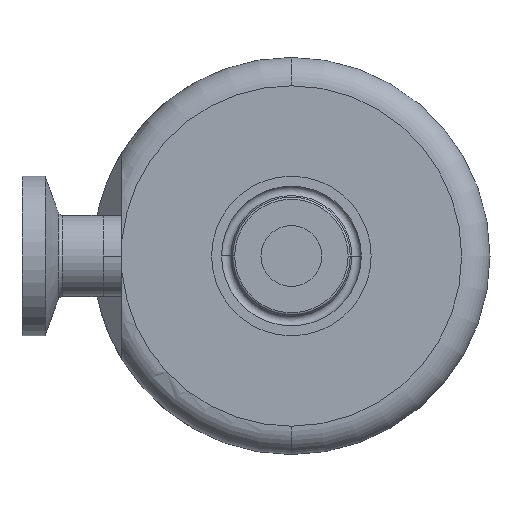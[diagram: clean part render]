
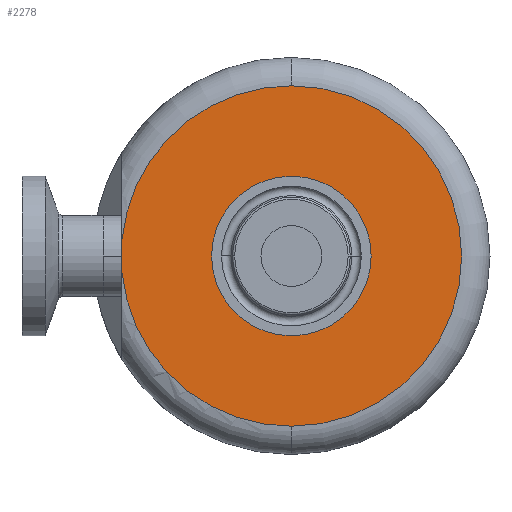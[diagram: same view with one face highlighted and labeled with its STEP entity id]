
A CAD part, front view. The second image highlights one B-rep face of the part: STEP entity #2278.
In plain terms, the highlighted planar face has unit normal (0, -1, 0).
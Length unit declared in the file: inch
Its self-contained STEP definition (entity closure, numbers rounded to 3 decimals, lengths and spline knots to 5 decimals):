
#40 = VERTEX_POINT ( 'NONE', #1004 ) ;
#85 = CARTESIAN_POINT ( 'NONE',  ( 0., 0.447, 0. ) ) ;
#189 = CARTESIAN_POINT ( 'NONE',  ( -0.25, 0.447, 0. ) ) ;
#209 = DIRECTION ( 'NONE',  ( 0., 1., 0. ) ) ;
#371 = AXIS2_PLACEMENT_3D ( 'NONE', #642, #690, #3210 ) ;
#421 = CIRCLE ( 'NONE', #2484, 0.25 ) ;
#474 = CARTESIAN_POINT ( 'NONE',  ( 0., 0.447, 0. ) ) ;
#575 = EDGE_CURVE ( 'NONE', #2444, #40, #1429, .T. ) ;
#619 = EDGE_CURVE ( 'NONE', #2444, #1948, #1130, .T. ) ;
#642 = CARTESIAN_POINT ( 'NONE',  ( 0., 0.447, 0. ) ) ;
#652 = CARTESIAN_POINT ( 'NONE',  ( 0., 0.447, 0. ) ) ;
#690 = DIRECTION ( 'NONE',  ( 0., -1., 0. ) ) ;
#788 = ORIENTED_EDGE ( 'NONE', *, *, #816, .F. ) ;
#792 = ORIENTED_EDGE ( 'NONE', *, *, #3242, .F. ) ;
#816 = EDGE_CURVE ( 'NONE', #1948, #2691, #2516, .T. ) ;
#837 = ORIENTED_EDGE ( 'NONE', *, *, #2268, .F. ) ;
#839 = CARTESIAN_POINT ( 'NONE',  ( 0., 0.447, 0. ) ) ;
#851 = DIRECTION ( 'NONE',  ( 0., -1., 0. ) ) ;
#864 = DIRECTION ( 'NONE',  ( 0., -1., 0. ) ) ;
#865 = DIRECTION ( 'NONE',  ( 0., 0., -1. ) ) ;
#890 = CARTESIAN_POINT ( 'NONE',  ( 0.25, 0.447, 0. ) ) ;
#1004 = CARTESIAN_POINT ( 'NONE',  ( -1.045, 0.447, -0.10235 ) ) ;
#1070 = EDGE_LOOP ( 'NONE', ( #1112, #837 ) ) ;
#1112 = ORIENTED_EDGE ( 'NONE', *, *, #1224, .F. ) ;
#1130 = CIRCLE ( 'NONE', #1570, 1.05 ) ;
#1181 = DIRECTION ( 'NONE',  ( 0., 1., 0. ) ) ;
#1201 = VERTEX_POINT ( 'NONE', #890 ) ;
#1224 = EDGE_CURVE ( 'NONE', #1201, #3021, #1898, .T. ) ;
#1368 = CARTESIAN_POINT ( 'NONE',  ( 0., 0.447, 1.05 ) ) ;
#1404 = EDGE_LOOP ( 'NONE', ( #2758, #2492, #792, #788 ) ) ;
#1413 = CIRCLE ( 'NONE', #1648, 1.05 ) ;
#1420 = DIRECTION ( 'NONE',  ( 0., 0., -1. ) ) ;
#1429 = LINE ( 'NONE', #3011, #2609 ) ;
#1570 = AXIS2_PLACEMENT_3D ( 'NONE', #474, #209, #2489 ) ;
#1616 = CARTESIAN_POINT ( 'NONE',  ( 0., 0.447, 0. ) ) ;
#1648 = AXIS2_PLACEMENT_3D ( 'NONE', #85, #1874, #865 ) ;
#1717 = CARTESIAN_POINT ( 'NONE',  ( -1.045, 0.447, 0.10235 ) ) ;
#1824 = PLANE ( 'NONE',  #1986 ) ;
#1874 = DIRECTION ( 'NONE',  ( 0., 1., 0. ) ) ;
#1898 = CIRCLE ( 'NONE', #371, 0.25 ) ;
#1928 = FACE_BOUND ( 'NONE', #1070, .T. ) ;
#1948 = VERTEX_POINT ( 'NONE', #1368 ) ;
#1986 = AXIS2_PLACEMENT_3D ( 'NONE', #839, #851, #2138 ) ;
#2015 = DIRECTION ( 'NONE',  ( 0., 0., -1. ) ) ;
#2138 = DIRECTION ( 'NONE',  ( 1., 0., 0. ) ) ;
#2268 = EDGE_CURVE ( 'NONE', #3021, #1201, #421, .T. ) ;
#2278 = ADVANCED_FACE ( 'NONE', ( #2791, #1928 ), #1824, .T. ) ;
#2323 = CARTESIAN_POINT ( 'NONE',  ( 0., 0.447, -1.05 ) ) ;
#2385 = DIRECTION ( 'NONE',  ( 1., 0., 0. ) ) ;
#2444 = VERTEX_POINT ( 'NONE', #1717 ) ;
#2484 = AXIS2_PLACEMENT_3D ( 'NONE', #1616, #864, #2385 ) ;
#2489 = DIRECTION ( 'NONE',  ( 0., 0., -1. ) ) ;
#2492 = ORIENTED_EDGE ( 'NONE', *, *, #575, .T. ) ;
#2516 = CIRCLE ( 'NONE', #3093, 1.05 ) ;
#2609 = VECTOR ( 'NONE', #2015, 39.37008 ) ;
#2691 = VERTEX_POINT ( 'NONE', #2323 ) ;
#2758 = ORIENTED_EDGE ( 'NONE', *, *, #619, .F. ) ;
#2791 = FACE_OUTER_BOUND ( 'NONE', #1404, .T. ) ;
#3011 = CARTESIAN_POINT ( 'NONE',  ( -1.045, 0.447, -0.75 ) ) ;
#3021 = VERTEX_POINT ( 'NONE', #189 ) ;
#3093 = AXIS2_PLACEMENT_3D ( 'NONE', #652, #1181, #1420 ) ;
#3210 = DIRECTION ( 'NONE',  ( 1., 0., 0. ) ) ;
#3242 = EDGE_CURVE ( 'NONE', #2691, #40, #1413, .T. ) ;
